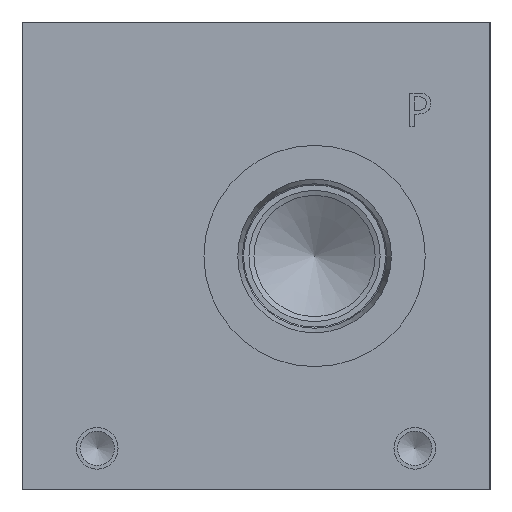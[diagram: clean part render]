
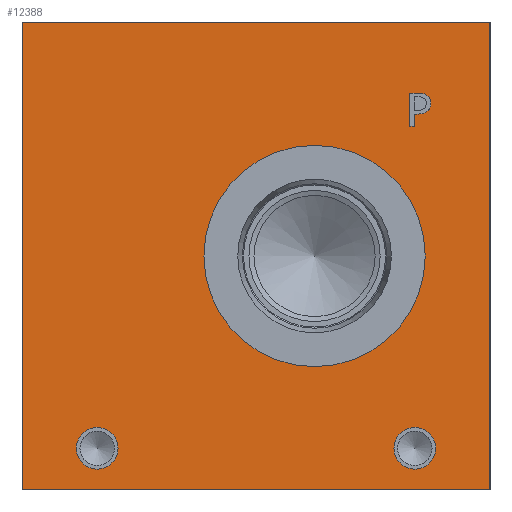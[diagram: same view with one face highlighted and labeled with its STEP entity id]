
A CAD part, left-side view. The second image highlights one B-rep face of the part: STEP entity #12388.
In plain terms, the highlighted planar face has unit normal (-1, 0, 0).
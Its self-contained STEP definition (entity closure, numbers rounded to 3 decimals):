
#333=CIRCLE('',#12878,21.019);
#334=CIRCLE('',#12879,21.019);
#335=CIRCLE('',#12880,3.962);
#336=CIRCLE('',#12881,3.962);
#337=CIRCLE('',#12882,3.962);
#338=CIRCLE('',#12883,3.962);
#957=B_SPLINE_CURVE_WITH_KNOTS('',2,(#20879,#20880,#20881,#20882),
 .UNSPECIFIED.,.F.,.F.,(3,1,3),(0.,1.,2.),.UNSPECIFIED.);
#959=B_SPLINE_CURVE_WITH_KNOTS('',2,(#20900,#20901,#20902,#20903),
 .UNSPECIFIED.,.F.,.F.,(3,1,3),(0.,1.,2.),.UNSPECIFIED.);
#961=B_SPLINE_CURVE_WITH_KNOTS('',2,(#20949,#20950,#20951,#20952),
 .UNSPECIFIED.,.F.,.F.,(3,1,3),(0.,1.,2.),.UNSPECIFIED.);
#963=B_SPLINE_CURVE_WITH_KNOTS('',2,(#20967,#20968,#20969,#20970),
 .UNSPECIFIED.,.F.,.F.,(3,1,3),(0.,1.,2.),.UNSPECIFIED.);
#1010=FACE_BOUND('',#2237,.T.);
#1011=FACE_BOUND('',#2238,.T.);
#1012=FACE_BOUND('',#2239,.T.);
#1013=FACE_BOUND('',#2240,.T.);
#1545=FACE_OUTER_BOUND('',#2236,.T.);
#2236=EDGE_LOOP('',(#10240,#10241,#10242,#10243));
#2237=EDGE_LOOP('',(#10244,#10245));
#2238=EDGE_LOOP('',(#10246,#10247));
#2239=EDGE_LOOP('',(#10248,#10249));
#2240=EDGE_LOOP('',(#10250,#10251,#10252,#10253,#10254,#10255,#10256,#10257,
#10258));
#2489=LINE('',#15983,#3593);
#3402=LINE('',#20912,#4506);
#3405=LINE('',#20918,#4509);
#3408=LINE('',#20924,#4512);
#3411=LINE('',#20930,#4515);
#3414=LINE('',#20936,#4518);
#3418=LINE('',#20978,#4522);
#3419=LINE('',#20980,#4523);
#3420=LINE('',#20981,#4524);
#3593=VECTOR('',#13375,10.);
#4506=VECTOR('',#14874,10.);
#4509=VECTOR('',#14879,10.);
#4512=VECTOR('',#14884,10.);
#4515=VECTOR('',#14889,10.);
#4518=VECTOR('',#14894,10.);
#4522=VECTOR('',#14902,10.);
#4523=VECTOR('',#14903,10.);
#4524=VECTOR('',#14904,10.);
#4683=VERTEX_POINT('',#15976);
#4686=VERTEX_POINT('',#15981);
#5539=VERTEX_POINT('',#20877);
#5540=VERTEX_POINT('',#20878);
#5543=VERTEX_POINT('',#20899);
#5545=VERTEX_POINT('',#20911);
#5547=VERTEX_POINT('',#20917);
#5549=VERTEX_POINT('',#20923);
#5551=VERTEX_POINT('',#20929);
#5553=VERTEX_POINT('',#20935);
#5555=VERTEX_POINT('',#20948);
#5557=VERTEX_POINT('',#20977);
#5558=VERTEX_POINT('',#20979);
#5559=VERTEX_POINT('',#20982);
#5560=VERTEX_POINT('',#20983);
#5561=VERTEX_POINT('',#20986);
#5562=VERTEX_POINT('',#20987);
#5563=VERTEX_POINT('',#20990);
#5564=VERTEX_POINT('',#20991);
#5897=EDGE_CURVE('',#4683,#4686,#2489,.T.);
#7171=EDGE_CURVE('',#5539,#5540,#957,.T.);
#7175=EDGE_CURVE('',#5543,#5539,#959,.T.);
#7178=EDGE_CURVE('',#5545,#5543,#3402,.T.);
#7181=EDGE_CURVE('',#5547,#5545,#3405,.T.);
#7184=EDGE_CURVE('',#5549,#5547,#3408,.T.);
#7187=EDGE_CURVE('',#5551,#5549,#3411,.T.);
#7190=EDGE_CURVE('',#5553,#5551,#3414,.T.);
#7193=EDGE_CURVE('',#5555,#5553,#961,.T.);
#7196=EDGE_CURVE('',#5540,#5555,#963,.T.);
#7198=EDGE_CURVE('',#5557,#4683,#3418,.T.);
#7199=EDGE_CURVE('',#5558,#4686,#3419,.T.);
#7200=EDGE_CURVE('',#5557,#5558,#3420,.T.);
#7201=EDGE_CURVE('',#5559,#5560,#333,.T.);
#7202=EDGE_CURVE('',#5560,#5559,#334,.T.);
#7203=EDGE_CURVE('',#5561,#5562,#335,.T.);
#7204=EDGE_CURVE('',#5562,#5561,#336,.T.);
#7205=EDGE_CURVE('',#5563,#5564,#337,.T.);
#7206=EDGE_CURVE('',#5564,#5563,#338,.T.);
#10240=ORIENTED_EDGE('',*,*,#7198,.T.);
#10241=ORIENTED_EDGE('',*,*,#5897,.T.);
#10242=ORIENTED_EDGE('',*,*,#7199,.F.);
#10243=ORIENTED_EDGE('',*,*,#7200,.F.);
#10244=ORIENTED_EDGE('',*,*,#7201,.T.);
#10245=ORIENTED_EDGE('',*,*,#7202,.T.);
#10246=ORIENTED_EDGE('',*,*,#7203,.T.);
#10247=ORIENTED_EDGE('',*,*,#7204,.T.);
#10248=ORIENTED_EDGE('',*,*,#7205,.T.);
#10249=ORIENTED_EDGE('',*,*,#7206,.T.);
#10250=ORIENTED_EDGE('',*,*,#7171,.T.);
#10251=ORIENTED_EDGE('',*,*,#7196,.T.);
#10252=ORIENTED_EDGE('',*,*,#7193,.T.);
#10253=ORIENTED_EDGE('',*,*,#7190,.T.);
#10254=ORIENTED_EDGE('',*,*,#7187,.T.);
#10255=ORIENTED_EDGE('',*,*,#7184,.T.);
#10256=ORIENTED_EDGE('',*,*,#7181,.T.);
#10257=ORIENTED_EDGE('',*,*,#7178,.T.);
#10258=ORIENTED_EDGE('',*,*,#7175,.T.);
#11400=PLANE('',#12877);
#12388=ADVANCED_FACE('',(#1545,#1010,#1011,#1012,#1013),#11400,.T.);
#12877=AXIS2_PLACEMENT_3D('',#20976,#14900,#14901);
#12878=AXIS2_PLACEMENT_3D('',#20984,#14905,#14906);
#12879=AXIS2_PLACEMENT_3D('',#20985,#14907,#14908);
#12880=AXIS2_PLACEMENT_3D('',#20988,#14909,#14910);
#12881=AXIS2_PLACEMENT_3D('',#20989,#14911,#14912);
#12882=AXIS2_PLACEMENT_3D('',#20992,#14913,#14914);
#12883=AXIS2_PLACEMENT_3D('',#20993,#14915,#14916);
#13375=DIRECTION('',(0.,0.,1.));
#14874=DIRECTION('',(0.,-1.,0.));
#14879=DIRECTION('',(0.,0.,1.));
#14884=DIRECTION('',(0.,1.,0.));
#14889=DIRECTION('',(0.,0.,-1.));
#14894=DIRECTION('',(0.,1.,0.));
#14900=DIRECTION('center_axis',(-1.,0.,0.));
#14901=DIRECTION('ref_axis',(0.,-1.,0.));
#14902=DIRECTION('',(0.,-1.,0.));
#14903=DIRECTION('',(0.,-1.,0.));
#14904=DIRECTION('',(0.,0.,1.));
#14905=DIRECTION('center_axis',(1.,0.,0.));
#14906=DIRECTION('ref_axis',(0.,0.,1.));
#14907=DIRECTION('center_axis',(1.,0.,0.));
#14908=DIRECTION('ref_axis',(0.,0.,1.));
#14909=DIRECTION('center_axis',(1.,0.,0.));
#14910=DIRECTION('ref_axis',(0.,1.,0.));
#14911=DIRECTION('center_axis',(1.,0.,0.));
#14912=DIRECTION('ref_axis',(0.,1.,0.));
#14913=DIRECTION('center_axis',(1.,0.,0.));
#14914=DIRECTION('ref_axis',(0.,1.,0.));
#14915=DIRECTION('center_axis',(1.,0.,0.));
#14916=DIRECTION('ref_axis',(0.,1.,0.));
#15976=CARTESIAN_POINT('',(0.,0.,0.));
#15981=CARTESIAN_POINT('',(0.,0.,88.9));
#15983=CARTESIAN_POINT('',(0.,0.,0.));
#20877=CARTESIAN_POINT('',(0.,11.974,75.01));
#20878=CARTESIAN_POINT('',(0.,11.218,73.492));
#20879=CARTESIAN_POINT('Ctrl Pts',(0.,11.974,75.01));
#20880=CARTESIAN_POINT('Ctrl Pts',(0.,11.619,74.768));
#20881=CARTESIAN_POINT('Ctrl Pts',(0.,11.218,74.022));
#20882=CARTESIAN_POINT('Ctrl Pts',(0.,11.218,73.492));
#20899=CARTESIAN_POINT('',(0.,13.637,75.406));
#20900=CARTESIAN_POINT('Ctrl Pts',(0.,13.637,75.406));
#20901=CARTESIAN_POINT('Ctrl Pts',(0.,13.071,75.406));
#20902=CARTESIAN_POINT('Ctrl Pts',(0.,12.278,75.221));
#20903=CARTESIAN_POINT('Ctrl Pts',(0.,11.974,75.01));
#20911=CARTESIAN_POINT('',(0.,15.232,75.406));
#20912=CARTESIAN_POINT('',(0.,52.066,75.406));
#20917=CARTESIAN_POINT('',(0.,15.232,69.056));
#20918=CARTESIAN_POINT('',(0.,15.232,34.528));
#20923=CARTESIAN_POINT('',(0.,14.388,69.056));
#20924=CARTESIAN_POINT('',(0.,51.644,69.056));
#20929=CARTESIAN_POINT('',(0.,14.388,71.423));
#20930=CARTESIAN_POINT('',(0.,14.388,35.712));
#20935=CARTESIAN_POINT('',(0.,13.673,71.423));
#20936=CARTESIAN_POINT('',(0.,51.286,71.423));
#20948=CARTESIAN_POINT('',(0.,11.774,72.082));
#20949=CARTESIAN_POINT('Ctrl Pts',(0.,11.774,72.082));
#20950=CARTESIAN_POINT('Ctrl Pts',(0.,12.103,71.758));
#20951=CARTESIAN_POINT('Ctrl Pts',(0.,12.993,71.423));
#20952=CARTESIAN_POINT('Ctrl Pts',(0.,13.673,71.423));
#20967=CARTESIAN_POINT('Ctrl Pts',(0.,11.218,73.492));
#20968=CARTESIAN_POINT('Ctrl Pts',(0.,11.218,73.08));
#20969=CARTESIAN_POINT('Ctrl Pts',(0.,11.511,72.339));
#20970=CARTESIAN_POINT('Ctrl Pts',(0.,11.774,72.082));
#20976=CARTESIAN_POINT('Origin',(0.,88.9,0.));
#20977=CARTESIAN_POINT('',(0.,88.9,0.));
#20978=CARTESIAN_POINT('',(0.,88.9,0.));
#20979=CARTESIAN_POINT('',(0.,88.9,88.9));
#20980=CARTESIAN_POINT('',(0.,88.9,88.9));
#20981=CARTESIAN_POINT('',(0.,88.9,0.));
#20982=CARTESIAN_POINT('',(0.,33.325,65.469));
#20983=CARTESIAN_POINT('',(0.,33.325,23.432));
#20984=CARTESIAN_POINT('Origin',(0.,33.325,44.45));
#20985=CARTESIAN_POINT('Origin',(0.,33.325,44.45));
#20986=CARTESIAN_POINT('',(0.,18.237,7.925));
#20987=CARTESIAN_POINT('',(0.,10.312,7.925));
#20988=CARTESIAN_POINT('Origin',(0.,14.275,7.925));
#20989=CARTESIAN_POINT('Origin',(0.,14.275,7.925));
#20990=CARTESIAN_POINT('',(0.,78.588,7.925));
#20991=CARTESIAN_POINT('',(0.,70.663,7.925));
#20992=CARTESIAN_POINT('Origin',(0.,74.625,7.925));
#20993=CARTESIAN_POINT('Origin',(0.,74.625,7.925));
